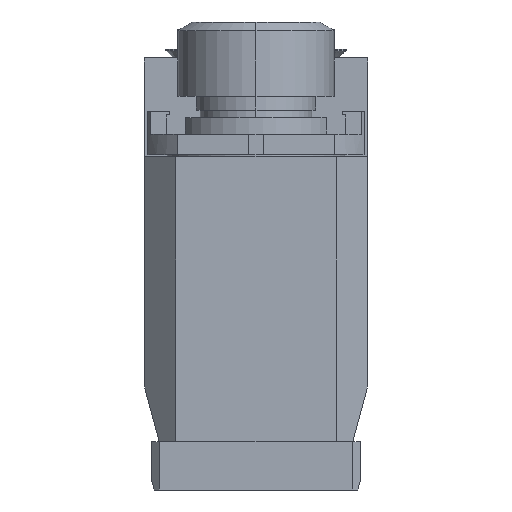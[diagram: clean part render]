
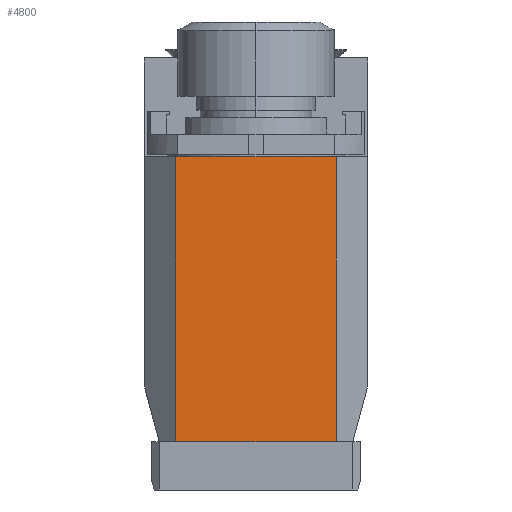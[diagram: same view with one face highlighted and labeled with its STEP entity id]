
A CAD part, left-side view. The second image highlights one B-rep face of the part: STEP entity #4800.
In plain terms, the highlighted planar face has unit normal (-1, 0, 0).
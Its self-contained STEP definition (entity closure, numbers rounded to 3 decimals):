
#643=DIRECTION('',(0.,0.,1.));
#644=VECTOR('',#643,76.5);
#645=CARTESIAN_POINT('',(-102.5,21.5,-70.5));
#646=LINE('',#645,#644);
#647=DIRECTION('',(0.,1.,0.));
#648=VECTOR('',#647,43.);
#649=CARTESIAN_POINT('',(-102.5,-21.5,6.));
#650=LINE('',#649,#648);
#651=DIRECTION('',(0.,0.,1.));
#652=VECTOR('',#651,76.5);
#653=CARTESIAN_POINT('',(-102.5,-21.5,-70.5));
#654=LINE('',#653,#652);
#655=DIRECTION('',(0.,-1.,0.));
#656=VECTOR('',#655,43.);
#657=CARTESIAN_POINT('',(-102.5,21.5,-70.5));
#658=LINE('',#657,#656);
#3531=CARTESIAN_POINT('',(-102.5,-21.5,-70.5));
#3532=CARTESIAN_POINT('',(-102.5,-21.5,6.));
#3533=VERTEX_POINT('',#3531);
#3534=VERTEX_POINT('',#3532);
#3537=CARTESIAN_POINT('',(-102.5,21.5,-70.5));
#3538=CARTESIAN_POINT('',(-102.5,21.5,6.));
#3539=VERTEX_POINT('',#3537);
#3540=VERTEX_POINT('',#3538);
#4787=CARTESIAN_POINT('',(-102.5,0.,0.));
#4788=DIRECTION('',(-1.,0.,0.));
#4789=DIRECTION('',(0.,0.,1.));
#4790=AXIS2_PLACEMENT_3D('',#4787,#4788,#4789);
#4791=PLANE('',#4790);
#4792=ORIENTED_EDGE('',*,*,#4780,.T.);
#4793=ORIENTED_EDGE('',*,*,#4761,.F.);
#4795=ORIENTED_EDGE('',*,*,#4794,.F.);
#4797=ORIENTED_EDGE('',*,*,#4796,.F.);
#4798=EDGE_LOOP('',(#4792,#4793,#4795,#4797));
#4799=FACE_OUTER_BOUND('',#4798,.F.);
#4800=ADVANCED_FACE('',(#4799),#4791,.T.);
#4761=EDGE_CURVE('',#3534,#3540,#650,.T.);
#4780=EDGE_CURVE('',#3539,#3540,#646,.T.);
#4794=EDGE_CURVE('',#3533,#3534,#654,.T.);
#4796=EDGE_CURVE('',#3539,#3533,#658,.T.);
